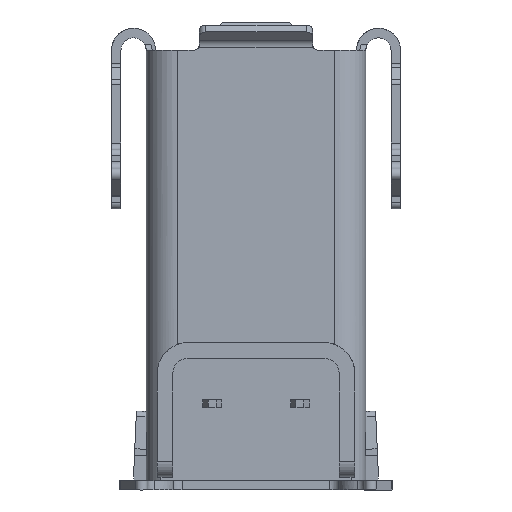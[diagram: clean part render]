
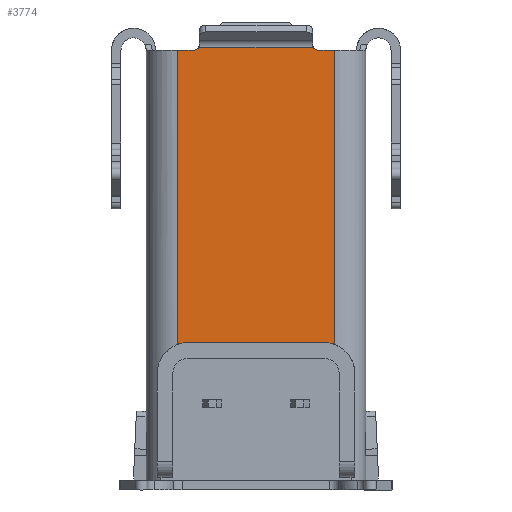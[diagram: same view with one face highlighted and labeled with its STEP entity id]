
A CAD part, front view. The second image highlights one B-rep face of the part: STEP entity #3774.
In plain terms, the highlighted planar face has unit normal (0, -1, 0).
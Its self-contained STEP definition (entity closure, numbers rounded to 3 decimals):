
#118 = DIRECTION ( 'NONE',  ( 0., 0., -1. ) ) ;
#159 = ORIENTED_EDGE ( 'NONE', *, *, #13913, .F. ) ;
#402 = CARTESIAN_POINT ( 'NONE',  ( 2.15, -2., -9.3 ) ) ;
#591 = ORIENTED_EDGE ( 'NONE', *, *, #7380, .T. ) ;
#829 = VERTEX_POINT ( 'NONE', #7929 ) ;
#1130 = CARTESIAN_POINT ( 'NONE',  ( -2., -2., 0. ) ) ;
#1331 = AXIS2_PLACEMENT_3D ( 'NONE', #3320, #15417, #3228 ) ;
#1467 = DIRECTION ( 'NONE',  ( 0., 1., 0. ) ) ;
#1719 = ORIENTED_EDGE ( 'NONE', *, *, #8447, .T. ) ;
#1821 = CIRCLE ( 'NONE', #8546, 0.2 ) ;
#1922 = DIRECTION ( 'NONE',  ( 0., 0., -1. ) ) ;
#2008 = ORIENTED_EDGE ( 'NONE', *, *, #6992, .F. ) ;
#2351 = VECTOR ( 'NONE', #4271, 1000. ) ;
#2688 = DIRECTION ( 'NONE',  ( 0., 0., -1. ) ) ;
#3020 = VECTOR ( 'NONE', #15045, 1000. ) ;
#3137 = VERTEX_POINT ( 'NONE', #402 ) ;
#3210 = VECTOR ( 'NONE', #118, 1000. ) ;
#3228 = DIRECTION ( 'NONE',  ( 0., 0., -1. ) ) ;
#3244 = VERTEX_POINT ( 'NONE', #3297 ) ;
#3297 = CARTESIAN_POINT ( 'NONE',  ( 1.827, -2., 0.1 ) ) ;
#3308 = CARTESIAN_POINT ( 'NONE',  ( -3.5, -2., 0. ) ) ;
#3314 = CARTESIAN_POINT ( 'NONE',  ( 2.5, -2., -9.363 ) ) ;
#3320 = CARTESIAN_POINT ( 'NONE',  ( -2.15, -2., -10.3 ) ) ;
#3774 = ADVANCED_FACE ( 'NONE', ( #7106 ), #5793, .T. ) ;
#3778 = EDGE_CURVE ( 'NONE', #829, #12241, #4302, .T. ) ;
#3929 = DIRECTION ( 'NONE',  ( 0., -1., 0. ) ) ;
#4016 = AXIS2_PLACEMENT_3D ( 'NONE', #6475, #3929, #2688 ) ;
#4271 = DIRECTION ( 'NONE',  ( 1., 0., 0. ) ) ;
#4302 = LINE ( 'NONE', #11138, #9115 ) ;
#4384 = DIRECTION ( 'NONE',  ( 1., 0., 0. ) ) ;
#4477 = DIRECTION ( 'NONE',  ( 0., -1., 0. ) ) ;
#4800 = VERTEX_POINT ( 'NONE', #10556 ) ;
#4860 = ORIENTED_EDGE ( 'NONE', *, *, #15675, .T. ) ;
#5190 = CIRCLE ( 'NONE', #16664, 0.2 ) ;
#5460 = ORIENTED_EDGE ( 'NONE', *, *, #15986, .T. ) ;
#5549 = VECTOR ( 'NONE', #16376, 1000. ) ;
#5554 = CARTESIAN_POINT ( 'NONE',  ( 2., -2., 0. ) ) ;
#5756 = DIRECTION ( 'NONE',  ( -1., 0., 0. ) ) ;
#5793 = PLANE ( 'NONE',  #11349 ) ;
#5873 = CARTESIAN_POINT ( 'NONE',  ( 2., -2., 0.2 ) ) ;
#5879 = DIRECTION ( 'NONE',  ( -1., 0., 0. ) ) ;
#5892 = VERTEX_POINT ( 'NONE', #1130 ) ;
#6327 = VERTEX_POINT ( 'NONE', #13727 ) ;
#6475 = CARTESIAN_POINT ( 'NONE',  ( 2.15, -2., -10.3 ) ) ;
#6992 = EDGE_CURVE ( 'NONE', #6327, #5892, #16295, .T. ) ;
#7017 = ORIENTED_EDGE ( 'NONE', *, *, #10975, .F. ) ;
#7106 = FACE_OUTER_BOUND ( 'NONE', #7348, .T. ) ;
#7348 = EDGE_LOOP ( 'NONE', ( #7017, #4860, #159, #591, #15650, #10772, #1719, #16196, #2008, #5460 ) ) ;
#7380 = EDGE_CURVE ( 'NONE', #15314, #829, #12331, .T. ) ;
#7929 = CARTESIAN_POINT ( 'NONE',  ( 2.5, -2., 0. ) ) ;
#7996 = VERTEX_POINT ( 'NONE', #14557 ) ;
#8397 = CARTESIAN_POINT ( 'NONE',  ( -2.5, -2., -9.3 ) ) ;
#8447 = EDGE_CURVE ( 'NONE', #3244, #4800, #15048, .T. ) ;
#8546 = AXIS2_PLACEMENT_3D ( 'NONE', #5873, #16476, #4384 ) ;
#9115 = VECTOR ( 'NONE', #5879, 1000. ) ;
#9707 = LINE ( 'NONE', #8397, #2351 ) ;
#10556 = CARTESIAN_POINT ( 'NONE',  ( -1.827, -2., 0.1 ) ) ;
#10654 = LINE ( 'NONE', #13534, #3210 ) ;
#10772 = ORIENTED_EDGE ( 'NONE', *, *, #16335, .T. ) ;
#10945 = DIRECTION ( 'NONE',  ( 0., 0., -1. ) ) ;
#10975 = EDGE_CURVE ( 'NONE', #7996, #11377, #11973, .T. ) ;
#11138 = CARTESIAN_POINT ( 'NONE',  ( 2.5, -2., 0. ) ) ;
#11349 = AXIS2_PLACEMENT_3D ( 'NONE', #13934, #4477, #1922 ) ;
#11377 = VERTEX_POINT ( 'NONE', #16327 ) ;
#11973 = CIRCLE ( 'NONE', #1331, 1. ) ;
#12241 = VERTEX_POINT ( 'NONE', #5554 ) ;
#12331 = LINE ( 'NONE', #16531, #3020 ) ;
#12413 = CARTESIAN_POINT ( 'NONE',  ( -2.5, -2., 0.1 ) ) ;
#13534 = CARTESIAN_POINT ( 'NONE',  ( -2.5, -2., -13.7 ) ) ;
#13658 = CARTESIAN_POINT ( 'NONE',  ( -2., -2., 0.2 ) ) ;
#13727 = CARTESIAN_POINT ( 'NONE',  ( -2.5, -2., 0. ) ) ;
#13913 = EDGE_CURVE ( 'NONE', #15314, #3137, #15766, .T. ) ;
#13934 = CARTESIAN_POINT ( 'NONE',  ( -2.5, -2., -13.7 ) ) ;
#14557 = CARTESIAN_POINT ( 'NONE',  ( -2.15, -2., -9.3 ) ) ;
#15045 = DIRECTION ( 'NONE',  ( 0., 0., 1. ) ) ;
#15048 = LINE ( 'NONE', #12413, #15291 ) ;
#15291 = VECTOR ( 'NONE', #5756, 1000. ) ;
#15314 = VERTEX_POINT ( 'NONE', #3314 ) ;
#15417 = DIRECTION ( 'NONE',  ( 0., -1., 0. ) ) ;
#15650 = ORIENTED_EDGE ( 'NONE', *, *, #3778, .T. ) ;
#15675 = EDGE_CURVE ( 'NONE', #7996, #3137, #9707, .T. ) ;
#15766 = CIRCLE ( 'NONE', #4016, 1. ) ;
#15986 = EDGE_CURVE ( 'NONE', #6327, #11377, #10654, .T. ) ;
#16196 = ORIENTED_EDGE ( 'NONE', *, *, #16743, .T. ) ;
#16295 = LINE ( 'NONE', #3308, #5549 ) ;
#16327 = CARTESIAN_POINT ( 'NONE',  ( -2.5, -2., -9.363 ) ) ;
#16335 = EDGE_CURVE ( 'NONE', #12241, #3244, #1821, .T. ) ;
#16376 = DIRECTION ( 'NONE',  ( 1., 0., 0. ) ) ;
#16476 = DIRECTION ( 'NONE',  ( 0., 1., 0. ) ) ;
#16531 = CARTESIAN_POINT ( 'NONE',  ( 2.5, -2., -13.7 ) ) ;
#16664 = AXIS2_PLACEMENT_3D ( 'NONE', #13658, #1467, #10945 ) ;
#16743 = EDGE_CURVE ( 'NONE', #4800, #5892, #5190, .T. ) ;
